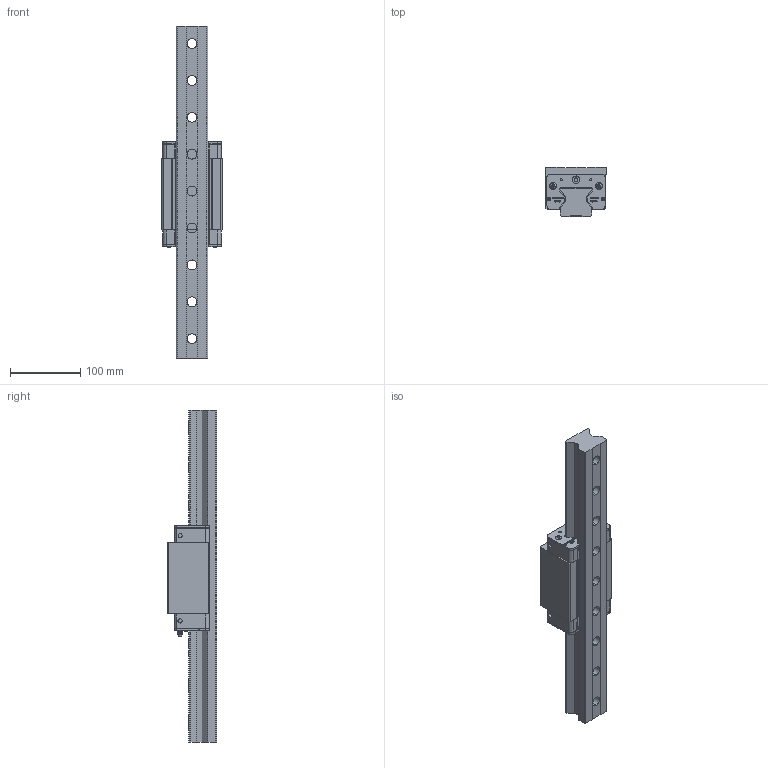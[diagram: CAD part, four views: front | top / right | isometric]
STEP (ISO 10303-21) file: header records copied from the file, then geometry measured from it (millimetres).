
FILE_DESCRIPTION (( 'STEP AP214' ), '1' );
FILE_NAME ('SBR45SL ASSY-嫦歎辨.STEP', '2023-10-24T03:15:05', ( 'Windows 餌辨濠' ), ( '' ), 'SwSTEP 2.0', 'SolidWorks 2013', '' );
FILE_SCHEMA (( 'AUTOMOTIVE_DESIGN' ));
Length unit declared in the file: millimetre
Products named in the file (11): SBR45SL ASSY-嫦歎辨; SBR 45 END SEAL-嫦歎辨; SBR 45 END PLATE R01 - 嫦歎辨; SBR 45 SL_BL; SRBOLT-M3x30L_SS400^SBR45SL ASSY; SRBOLT-M5x30L_SS400^SBR45SL ASSY; SBR-45-RT-SN-M6000-R10 (BOTTOM SEAL L); SBR-45-RT-NBR_L; SBR-45-RT-PRESS_SUS301_L; NIPPLE; SBR45 RAIL
Assembly tree (19 placements, depth 3):
  SBR45SL ASSY-嫦歎辨
    SBR45 RAIL
    NIPPLE
    SBR-45-RT-SN-M6000-R10 (BOTTOM SEAL L)  x2
      SBR-45-RT-PRESS_SUS301_L
      SBR-45-RT-NBR_L
    SRBOLT-M5x30L_SS400^SBR45SL ASSY  x4
    SRBOLT-M3x30L_SS400^SBR45SL ASSY  x4
    SBR 45 SL_BL
    SBR 45 END PLATE R01 - 嫦歎辨  x2
    SBR 45 END SEAL-嫦歎辨  x2
Bounding box: 86 x 70 x 472.5 mm (x, y, z)
Volume: 1110852.2 mm3; surface area: 219376.2 mm2
Topology: 20 solids, 20 shells, 2368 faces, 6151 edges, 4011 vertices
Faces by surface type: plane 1504, bspline 438, cylinder 280, cone 64, torus 62, sphere 20
Entity records: 50031 total; most frequent: CARTESIAN_POINT 19836, ORIENTED_EDGE 6444, DIRECTION 5318, EDGE_CURVE 3222, VECTOR 2328, LINE 2328, VERTEX_POINT 2121, AXIS2_PLACEMENT_3D 1495
